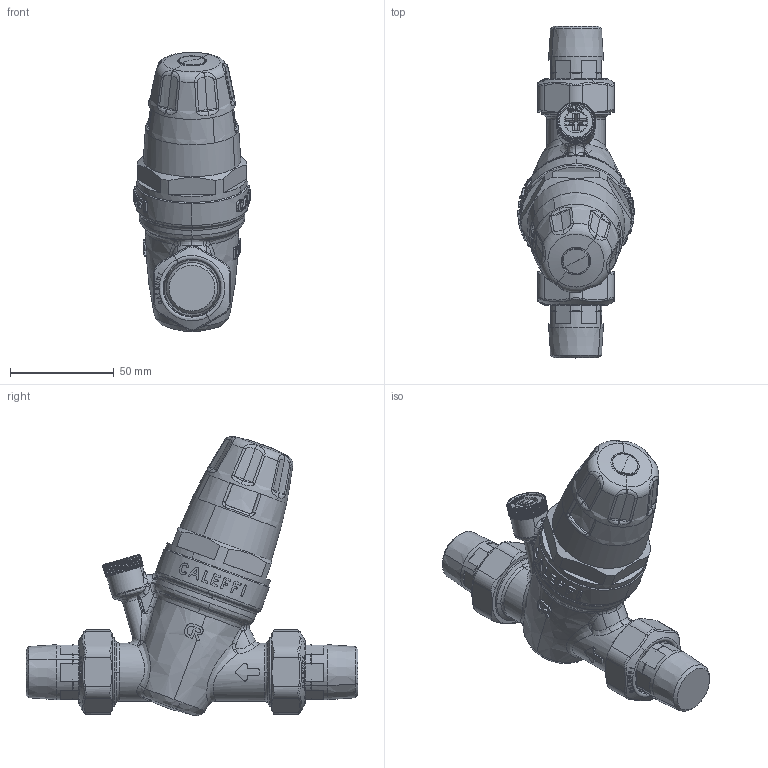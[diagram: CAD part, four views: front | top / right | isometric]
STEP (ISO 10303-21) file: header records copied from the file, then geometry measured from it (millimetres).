
FILE_DESCRIPTION(('CATIA V5 STEP Exchange'),'2;1');
FILE_NAME('535050 (STP).stp','2015-11-25T10:26:59+00:00',('none'),('none'),'Version 5-6 Release 2012','CATIA V5 STEP AP203','none');
FILE_SCHEMA(('CONFIG_CONTROL_DESIGN'));
Products named in the file (1): 535050 - TST
Bounding box: 56 x 160 x 134.61 mm (x, y, z)
Volume: 302161.6 mm3; surface area: 37042 mm2
Topology: 1 solids, 3 shells, 1496 faces, 4112 edges, 2648 vertices
Faces by surface type: plane 790, bspline 287, cylinder 277, cone 98, torus 16, extrusion 12, revolution 10, sphere 6
Entity records: 62242 total; most frequent: CARTESIAN_POINT 30575, ORIENTED_EDGE 8192, EDGE_CURVE 4096, DIRECTION 3955, VERTEX_POINT 2648, B_SPLINE_CURVE_WITH_KNOTS 1870, EDGE_LOOP 1538, AXIS2_PLACEMENT_3D 1534
